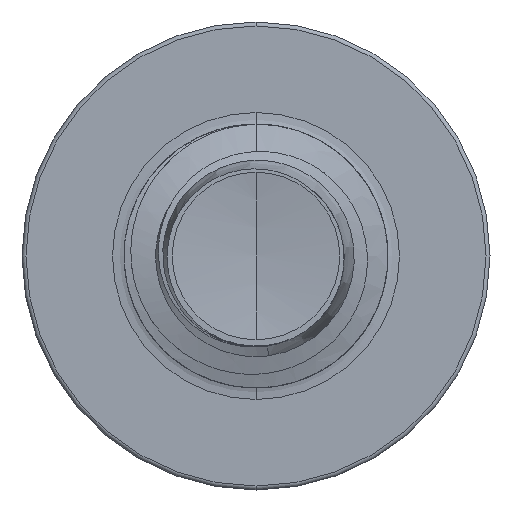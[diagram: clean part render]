
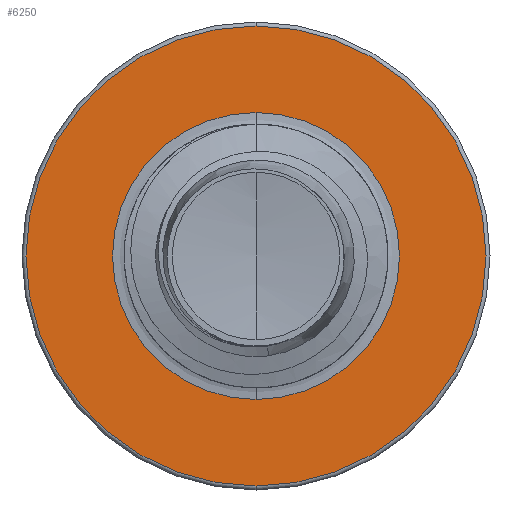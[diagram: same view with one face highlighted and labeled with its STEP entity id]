
A CAD part, front view. The second image highlights one B-rep face of the part: STEP entity #6250.
In plain terms, the highlighted planar face has unit normal (0, -1, 0).
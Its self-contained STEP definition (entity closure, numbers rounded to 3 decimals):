
#599 = CARTESIAN_POINT ( 'NONE',  ( 0., 5.5, -1.917 ) ) ;
#634 = CARTESIAN_POINT ( 'NONE',  ( 0., 5.5, 0. ) ) ;
#744 = EDGE_LOOP ( 'NONE', ( #14485, #14750 ) ) ;
#1080 = EDGE_CURVE ( 'NONE', #4200, #5075, #6229, .T. ) ;
#1377 = CIRCLE ( 'NONE', #5131, 1.917 ) ;
#2450 = DIRECTION ( 'NONE',  ( 0., 0., 1. ) ) ;
#2470 = CIRCLE ( 'NONE', #4422, 1.196 ) ;
#2741 = CARTESIAN_POINT ( 'NONE',  ( 0., 5.5, -1.196 ) ) ;
#3105 = VERTEX_POINT ( 'NONE', #2741 ) ;
#3155 = CARTESIAN_POINT ( 'NONE',  ( 0., 5.5, 0. ) ) ;
#3733 = DIRECTION ( 'NONE',  ( 0., 0., 1. ) ) ;
#4179 = ORIENTED_EDGE ( 'NONE', *, *, #12939, .T. ) ;
#4200 = VERTEX_POINT ( 'NONE', #19356 ) ;
#4422 = AXIS2_PLACEMENT_3D ( 'NONE', #634, #11943, #2450 ) ;
#4879 = DIRECTION ( 'NONE',  ( 0., 0., 1. ) ) ;
#5075 = VERTEX_POINT ( 'NONE', #599 ) ;
#5131 = AXIS2_PLACEMENT_3D ( 'NONE', #3155, #13837, #4879 ) ;
#5915 = CIRCLE ( 'NONE', #12646, 1.196 ) ;
#6003 = DIRECTION ( 'NONE',  ( 0., 0., 1. ) ) ;
#6038 = DIRECTION ( 'NONE',  ( 0., 1., 0. ) ) ;
#6067 = CARTESIAN_POINT ( 'NONE',  ( 0., 5.5, -1.196 ) ) ;
#6083 = PLANE ( 'NONE',  #7852 ) ;
#6229 = CIRCLE ( 'NONE', #16476, 1.917 ) ;
#6250 = ADVANCED_FACE ( 'NONE', ( #13177, #13606 ), #6083, .F. ) ;
#7852 = AXIS2_PLACEMENT_3D ( 'NONE', #6067, #6038, #6003 ) ;
#8098 = CARTESIAN_POINT ( 'NONE',  ( 0., 5.5, 0. ) ) ;
#9607 = DIRECTION ( 'NONE',  ( 0., 0., 1. ) ) ;
#11943 = DIRECTION ( 'NONE',  ( 0., 1., 0. ) ) ;
#12379 = EDGE_CURVE ( 'NONE', #3105, #13381, #2470, .T. ) ;
#12646 = AXIS2_PLACEMENT_3D ( 'NONE', #8098, #17764, #9607 ) ;
#12939 = EDGE_CURVE ( 'NONE', #13381, #3105, #5915, .T. ) ;
#12997 = EDGE_CURVE ( 'NONE', #5075, #4200, #1377, .T. ) ;
#13177 = FACE_OUTER_BOUND ( 'NONE', #744, .T. ) ;
#13381 = VERTEX_POINT ( 'NONE', #14021 ) ;
#13606 = FACE_BOUND ( 'NONE', #15868, .T. ) ;
#13837 = DIRECTION ( 'NONE',  ( 0., 1., 0. ) ) ;
#14021 = CARTESIAN_POINT ( 'NONE',  ( 0., 5.5, 1.196 ) ) ;
#14485 = ORIENTED_EDGE ( 'NONE', *, *, #1080, .F. ) ;
#14750 = ORIENTED_EDGE ( 'NONE', *, *, #12997, .F. ) ;
#15868 = EDGE_LOOP ( 'NONE', ( #4179, #18672 ) ) ;
#15969 = DIRECTION ( 'NONE',  ( 0., 1., 0. ) ) ;
#16030 = CARTESIAN_POINT ( 'NONE',  ( 0., 5.5, 0. ) ) ;
#16476 = AXIS2_PLACEMENT_3D ( 'NONE', #16030, #15969, #3733 ) ;
#17764 = DIRECTION ( 'NONE',  ( 0., 1., 0. ) ) ;
#18672 = ORIENTED_EDGE ( 'NONE', *, *, #12379, .T. ) ;
#19356 = CARTESIAN_POINT ( 'NONE',  ( 0., 5.5, 1.917 ) ) ;
